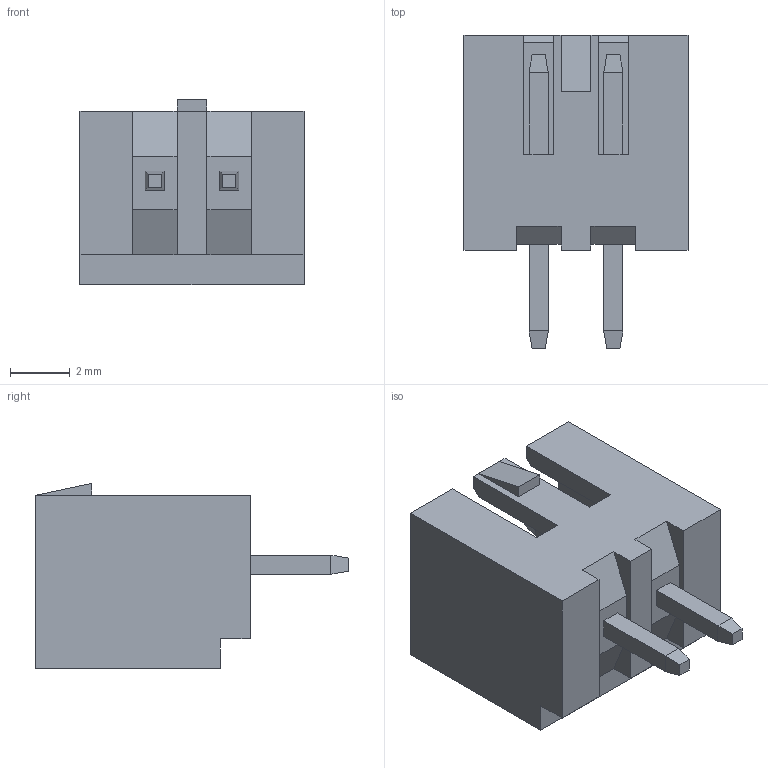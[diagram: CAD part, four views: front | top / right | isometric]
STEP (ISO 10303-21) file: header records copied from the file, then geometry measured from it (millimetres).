
FILE_DESCRIPTION((''),'2;1');
FILE_NAME('FWF25012-S02_REF','2025-05-20T',('工程三'),(''),'PRO/ENGINEER BY PARAMETRIC TECHNOLOGY CORPORATION, 2010280','PRO/ENGINEER BY PARAMETRIC TECHNOLOGY CORPORATION, 2010280','');
FILE_SCHEMA(('CONFIG_CONTROL_DESIGN'));
Length unit declared in the file: millimetre
Products named in the file (1): FWF25012-S02_REF
Bounding box: 7.5 x 10.5 x 6.2 mm (x, y, z)
Volume: 161 mm3; surface area: 422.1 mm2
Topology: 1 solids, 1 shells, 78 faces, 194 edges, 122 vertices
Faces by surface type: plane 78
Entity records: 2280 total; most frequent: CARTESIAN_POINT 394, ORIENTED_EDGE 388, DIRECTION 350, VECTOR 194, LINE 194, EDGE_CURVE 194, VERTEX_POINT 122, EDGE_LOOP 82
